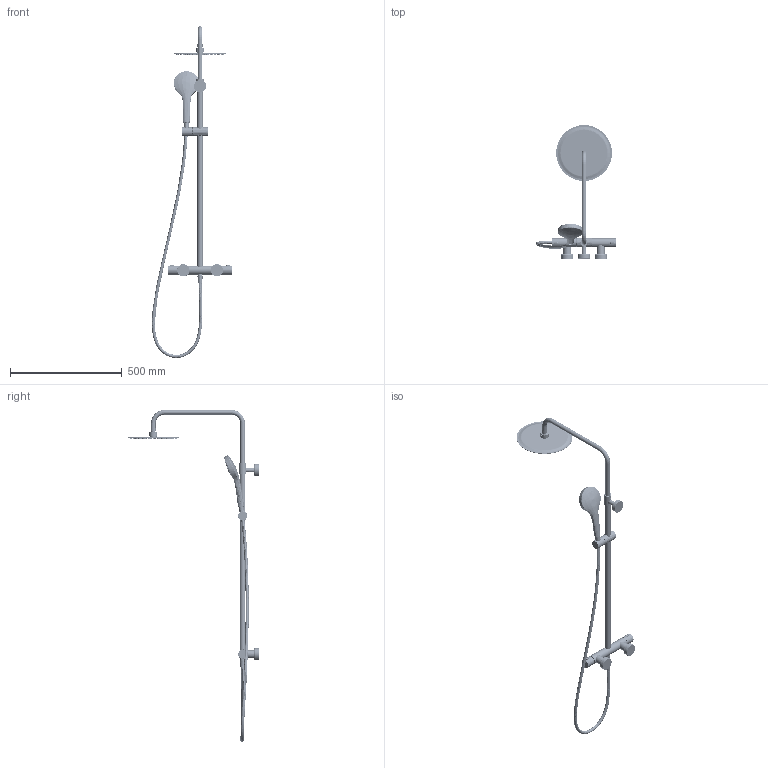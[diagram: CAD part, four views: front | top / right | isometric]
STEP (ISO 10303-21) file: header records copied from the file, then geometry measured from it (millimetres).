
FILE_DESCRIPTION(/* description */ (''),/* implementation_level */ '2;1');
FILE_NAME(/* name */ 'TVS10825003 Abdeckung an Halter fr Brause fehlt.step',/* time_stamp */ '2023-02-22T12:28:05+01:00',/* author */ (''),/* organization */ (''),/* preprocessor_version */ 'ST-DEVELOPER v19.2',/* originating_system */ 'Autodesk Translation Framework v11.17.0.187',/* authorisation */ '');
FILE_SCHEMA (('AUTOMOTIVE_DESIGN { 1 0 10303 214 3 1 1 }'));
Products named in the file (38): (Nicht gespeichert); P83402AA_ASM; P83402_ASM_8_ASM_ASM; P83402-001_1; P83402-002_1; P83402-009_1; Komponente42; P83402-004_1; P83402-005_1; Komponente41 (1); 80B36410-793-002_ASM_96_ASM_ASM_ASM; P35400_3; Komponente48; Komponente49; M51530-001_12_ASM; MANIFOLD_SOLID_BREP_65894; MANIFOLD_SOLID_BREP_68212; Komponente37; Durchlauf; Komponente39; Komponente40; H21304_AF0_8; Amatur; Komponente43; Komponente41; B30272-002_4; Komponente46; Komponente47; B30270-003_7; PRT0022; B30230-005_1; B30234-020_5; C00010-002_11; Komponente38; B36390-004_1; C00616-003_1; B36390-010_1; Komponente50
Assembly tree (38 placements, depth 4):
  (Nicht gespeichert)
    P83402AA_ASM
      P83402_ASM_8_ASM_ASM
        P83402-001_1
        P83402-002_1
        P83402-009_1
        Komponente42
        P83402-004_1
        P83402-005_1
      Komponente41 (1)
    80B36410-793-002_ASM_96_ASM_ASM_ASM
      P35400_3
        Komponente48
        Komponente49
    M51530-001_12_ASM
      MANIFOLD_SOLID_BREP_65894
      MANIFOLD_SOLID_BREP_68212
      Komponente37
    Durchlauf
      Komponente39
      Komponente40
      H21304_AF0_8
    Amatur
      Komponente43
      Komponente41
      B30272-002_4
      Komponente46
      Komponente47
      B30270-003_7
      PRT0022
      B30230-005_1
      B30234-020_5  x2
    C00010-002_11
    Komponente38
      B36390-004_1
      C00616-003_1
      B36390-010_1
    Komponente50
Bounding box: 359.34 x 597 x 1485.59 mm (x, y, z)
Volume: 1552534.9 mm3; surface area: 642414.3 mm2
Topology: 28 solids, 141 shells, 3355 faces, 8577 edges, 5578 vertices
Faces by surface type: cone 986, bspline 921, plane 561, torus 420, cylinder 329, sphere 138
Full cylindrical faces by diameter (mm): 2.8 x10, 4.2 x2, 5 x1, 14.2 x2, 15 x1, 16 x1, 18 x2, 18.361 x1, 19 x5, 20 x1, 20.6 x4, 20.7 x1, 21 x3, 22 x1, 23 x1, 23.4 x1, 23.7 x1, 23.8 x1, 25 x1, 25.6 x1, 25.8 x4, 26 x1, 27 x1, 27.9 x3, 28 x1, 28.04 x2, 28.4 x2, 29.6 x2, 30 x1, 30.5 x2
Entity records: 339523 total; most frequent: CARTESIAN_POINT 261960, ORIENTED_EDGE 16520, DIRECTION 15025, EDGE_CURVE 8497, AXIS2_PLACEMENT_3D 6648, VERTEX_POINT 5532, EDGE_LOOP 4044, CIRCLE 3877
